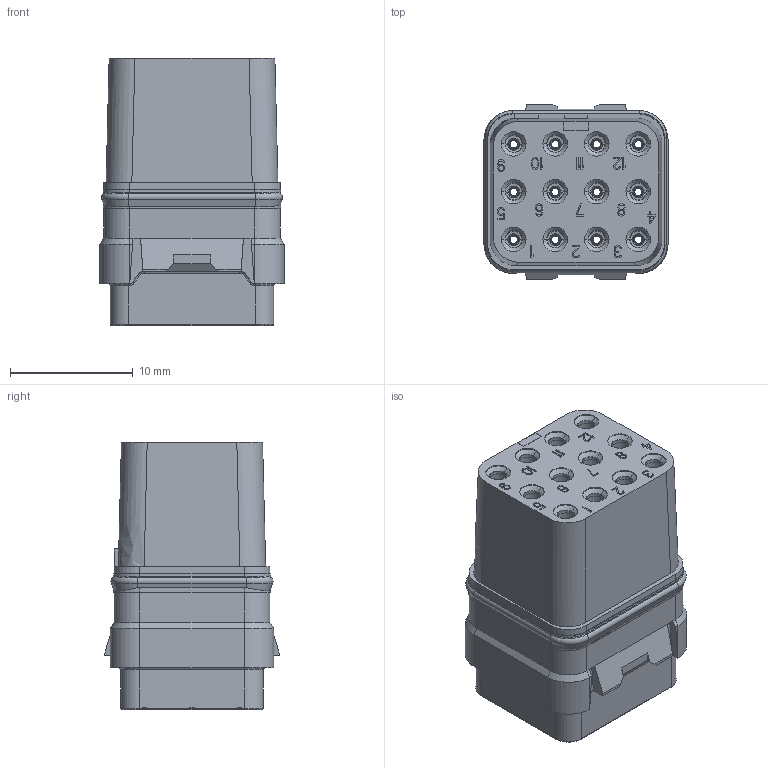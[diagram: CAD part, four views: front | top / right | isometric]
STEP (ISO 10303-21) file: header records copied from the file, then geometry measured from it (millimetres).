
FILE_DESCRIPTION((''),'2;1');
FILE_NAME('SIME0912SC','2020-01-27T',('presta_be4'),(''),'CREO PARAMETRIC BY PTC INC, 2018360','CREO PARAMETRIC BY PTC INC, 2018360','');
FILE_SCHEMA(('CONFIG_CONTROL_DESIGN'));
Products named in the file (1): SIME0912SC
Bounding box: 15 x 14.2 x 21.77 mm (x, y, z)
Volume: 2561.9 mm3; surface area: 3966.3 mm2
Topology: 1 solids, 2 shells, 2242 faces, 5759 edges, 3629 vertices
Faces by surface type: plane 1302, cylinder 332, torus 316, cone 272, bspline 20
Entity records: 68936 total; most frequent: CARTESIAN_POINT 14089, ORIENTED_EDGE 11518, DIRECTION 11395, EDGE_CURVE 5759, AXIS2_PLACEMENT_3D 3878, VECTOR 3639, LINE 3639, VERTEX_POINT 3629
